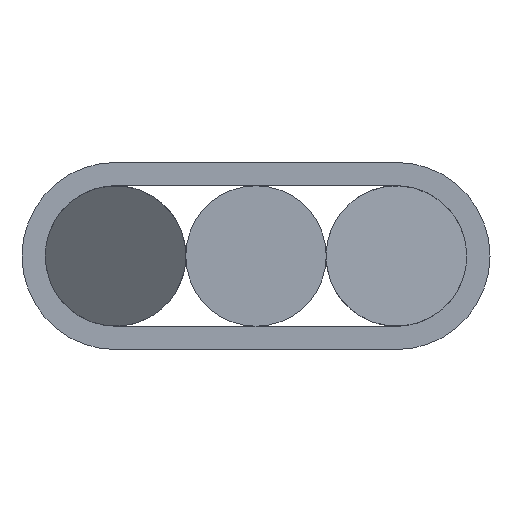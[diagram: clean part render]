
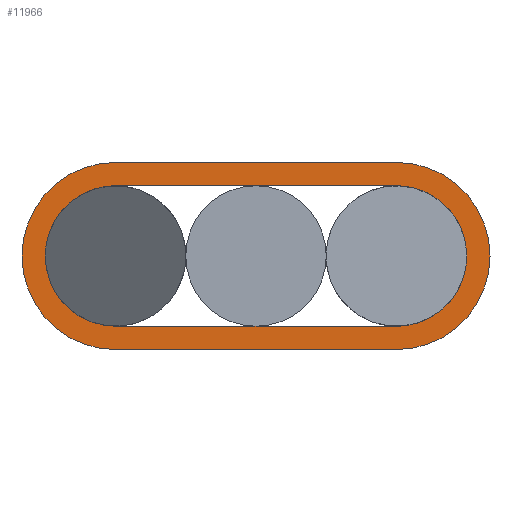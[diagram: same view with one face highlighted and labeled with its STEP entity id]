
A CAD part, front view. The second image highlights one B-rep face of the part: STEP entity #11966.
In plain terms, the highlighted planar face has unit normal (0, -1, 0).
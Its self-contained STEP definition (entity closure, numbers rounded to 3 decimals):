
#38 = CARTESIAN_POINT ( 'NONE',  ( -12., -456.75, 8. ) ) ;
#375 = DIRECTION ( 'NONE',  ( 0., 1., 0. ) ) ;
#759 = VERTEX_POINT ( 'NONE', #12351 ) ;
#1017 = ORIENTED_EDGE ( 'NONE', *, *, #12834, .T. ) ;
#1301 = CARTESIAN_POINT ( 'NONE',  ( -12., -456.75, 0. ) ) ;
#1464 = ORIENTED_EDGE ( 'NONE', *, *, #13355, .F. ) ;
#1734 = AXIS2_PLACEMENT_3D ( 'NONE', #11866, #4299, #7563 ) ;
#1978 = CARTESIAN_POINT ( 'NONE',  ( -12., -456.75, -8. ) ) ;
#2379 = CARTESIAN_POINT ( 'NONE',  ( -12., -456.75, 0. ) ) ;
#2395 = ORIENTED_EDGE ( 'NONE', *, *, #13035, .F. ) ;
#2446 = VERTEX_POINT ( 'NONE', #7058 ) ;
#2593 = EDGE_CURVE ( 'NONE', #4360, #11549, #10603, .T. ) ;
#2953 = VECTOR ( 'NONE', #6659, 1000. ) ;
#3115 = LINE ( 'NONE', #4142, #3776 ) ;
#3328 = CIRCLE ( 'NONE', #3950, 8. ) ;
#3518 = CARTESIAN_POINT ( 'NONE',  ( 12., -456.75, -8. ) ) ;
#3734 = AXIS2_PLACEMENT_3D ( 'NONE', #11981, #11140, #4780 ) ;
#3776 = VECTOR ( 'NONE', #11618, 1000. ) ;
#3950 = AXIS2_PLACEMENT_3D ( 'NONE', #1301, #375, #9786 ) ;
#4142 = CARTESIAN_POINT ( 'NONE',  ( 12., -456.75, 8. ) ) ;
#4284 = VERTEX_POINT ( 'NONE', #1978 ) ;
#4299 = DIRECTION ( 'NONE',  ( 0., 1., 0. ) ) ;
#4360 = VERTEX_POINT ( 'NONE', #11387 ) ;
#4408 = VERTEX_POINT ( 'NONE', #12438 ) ;
#4409 = DIRECTION ( 'NONE',  ( 0., 0., 1. ) ) ;
#4558 = EDGE_CURVE ( 'NONE', #4408, #2446, #9491, .T. ) ;
#4780 = DIRECTION ( 'NONE',  ( 0., 0., -1. ) ) ;
#4879 = EDGE_CURVE ( 'NONE', #4284, #5365, #3328, .T. ) ;
#4978 = LINE ( 'NONE', #11811, #11792 ) ;
#5365 = VERTEX_POINT ( 'NONE', #38 ) ;
#6135 = AXIS2_PLACEMENT_3D ( 'NONE', #11277, #11228, #12425 ) ;
#6191 = ORIENTED_EDGE ( 'NONE', *, *, #4558, .T. ) ;
#6278 = LINE ( 'NONE', #11946, #2953 ) ;
#6605 = VECTOR ( 'NONE', #9431, 1000. ) ;
#6659 = DIRECTION ( 'NONE',  ( -1., 0., 0. ) ) ;
#6844 = VERTEX_POINT ( 'NONE', #3518 ) ;
#7058 = CARTESIAN_POINT ( 'NONE',  ( -12., -456.75, 6. ) ) ;
#7451 = CARTESIAN_POINT ( 'NONE',  ( 12., -456.75, -8. ) ) ;
#7563 = DIRECTION ( 'NONE',  ( 0., 0., 1. ) ) ;
#7573 = EDGE_CURVE ( 'NONE', #6844, #4284, #7937, .T. ) ;
#7937 = LINE ( 'NONE', #7451, #6605 ) ;
#8762 = DIRECTION ( 'NONE',  ( 1., 0., 0. ) ) ;
#9112 = ORIENTED_EDGE ( 'NONE', *, *, #7573, .F. ) ;
#9431 = DIRECTION ( 'NONE',  ( -1., 0., 0. ) ) ;
#9479 = ORIENTED_EDGE ( 'NONE', *, *, #2593, .T. ) ;
#9491 = CIRCLE ( 'NONE', #12049, 6. ) ;
#9724 = ORIENTED_EDGE ( 'NONE', *, *, #4879, .F. ) ;
#9786 = DIRECTION ( 'NONE',  ( 0., 0., 1. ) ) ;
#10069 = CIRCLE ( 'NONE', #6135, 8. ) ;
#10603 = CIRCLE ( 'NONE', #1734, 6. ) ;
#10610 = FACE_OUTER_BOUND ( 'NONE', #13440, .T. ) ;
#10893 = PLANE ( 'NONE',  #3734 ) ;
#10935 = FACE_BOUND ( 'NONE', #12234, .T. ) ;
#11052 = EDGE_CURVE ( 'NONE', #2446, #4360, #4978, .T. ) ;
#11140 = DIRECTION ( 'NONE',  ( 0., -1., 0. ) ) ;
#11228 = DIRECTION ( 'NONE',  ( 0., 1., 0. ) ) ;
#11258 = ORIENTED_EDGE ( 'NONE', *, *, #11052, .T. ) ;
#11277 = CARTESIAN_POINT ( 'NONE',  ( 12., -456.75, 0. ) ) ;
#11387 = CARTESIAN_POINT ( 'NONE',  ( 12., -456.75, 6. ) ) ;
#11549 = VERTEX_POINT ( 'NONE', #13537 ) ;
#11618 = DIRECTION ( 'NONE',  ( 1., 0., 0. ) ) ;
#11792 = VECTOR ( 'NONE', #8762, 1000. ) ;
#11811 = CARTESIAN_POINT ( 'NONE',  ( -12., -456.75, 6. ) ) ;
#11866 = CARTESIAN_POINT ( 'NONE',  ( 12., -456.75, 0. ) ) ;
#11884 = DIRECTION ( 'NONE',  ( 0., 1., 0. ) ) ;
#11946 = CARTESIAN_POINT ( 'NONE',  ( 12., -456.75, -6. ) ) ;
#11966 = ADVANCED_FACE ( 'NONE', ( #10610, #10935 ), #10893, .T. ) ;
#11981 = CARTESIAN_POINT ( 'NONE',  ( 0., -456.75, 0. ) ) ;
#12049 = AXIS2_PLACEMENT_3D ( 'NONE', #2379, #11884, #4409 ) ;
#12234 = EDGE_LOOP ( 'NONE', ( #6191, #11258, #9479, #1017 ) ) ;
#12351 = CARTESIAN_POINT ( 'NONE',  ( 12., -456.75, 8. ) ) ;
#12425 = DIRECTION ( 'NONE',  ( 0., 0., 1. ) ) ;
#12438 = CARTESIAN_POINT ( 'NONE',  ( -12., -456.75, -6. ) ) ;
#12834 = EDGE_CURVE ( 'NONE', #11549, #4408, #6278, .T. ) ;
#13035 = EDGE_CURVE ( 'NONE', #5365, #759, #3115, .T. ) ;
#13355 = EDGE_CURVE ( 'NONE', #759, #6844, #10069, .T. ) ;
#13440 = EDGE_LOOP ( 'NONE', ( #1464, #2395, #9724, #9112 ) ) ;
#13537 = CARTESIAN_POINT ( 'NONE',  ( 12., -456.75, -6. ) ) ;
